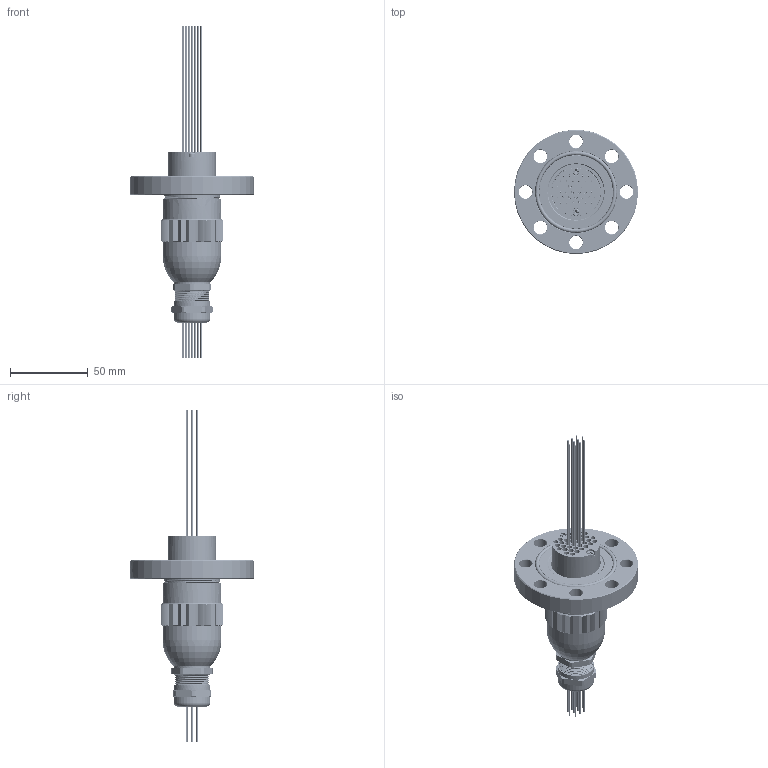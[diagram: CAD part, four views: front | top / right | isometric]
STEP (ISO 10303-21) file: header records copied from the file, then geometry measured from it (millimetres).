
FILE_DESCRIPTION (( 'STEP AP214' ), '1' );
FILE_NAME ('外发模型(带插头+护线筒)-S-HF40-3610.STEP', '2024-08-20T08:06:33', ( '' ), ( '' ), 'SwSTEP 2.0', 'SolidWorks 2020', '' );
FILE_SCHEMA (( 'AUTOMOTIVE_DESIGN' ));
Length unit declared in the file: millimetre
Products named in the file (22): 囀郋躇猾杶 10-14; 萇盄蝶々-0.3; 俋楷耀倰-FL-S-D36-3610-L70-L80; 誘盄芠囀郋-FTL14-M20NX; 誘盄芠-CPC-M36D14; 囀郋彶踡蛈 10-14; M3-16-4 - 坋趼芛; 誘盄芠俋褲-CPC-M36D14; 俋楷耀倰-XF-36P10-TE-AIR-PPS; 俋楷耀倰-S-D36-3610-L70-L80; 俋楷耀倰-XF-36P10-TE-VAC-PPS; O型密封圈-HF40-475; 俋楷耀倰-Z-XF-36P10-TE-AIR-PPS; 外发模型(带插头+护线筒)-S-HF40-3610; 誘盄芠蹟簽-LT14-PG16; 俋楷-TE-170362; 俋楷耀倰-Z-S-D36-3610-L70-L80; 俋楷耀倰-Z-TE-170362+萇盄-0.3; 萇盄囀郋-0.3; FL-HF40-D36-475-PRES; 俋楷耀倰-Z-XF-36P10-TE-VAC-PPS; NDL-D10L180
Assembly tree (78 placements, depth 5):
  外发模型(带插头+护线筒)-S-HF40-3610
    FL-HF40-D36-475-PRES
    俋楷耀倰-Z-S-D36-3610-L70-L80
      俋楷耀倰-S-D36-3610-L70-L80
        俋楷耀倰-FL-S-D36-3610-L70-L80
        NDL-D10L180  x36
      俋楷耀倰-Z-XF-36P10-TE-VAC-PPS
        俋楷耀倰-XF-36P10-TE-VAC-PPS
        M3-16-4 - 坋趼芛  x2
        俋楷耀倰-Z-TE-170362+萇盄-0.3  x10
          萇盄蝶々-0.3
          萇盄囀郋-0.3
          俋楷-TE-170362
      俋楷耀倰-Z-XF-36P10-TE-AIR-PPS
        俋楷耀倰-XF-36P10-TE-AIR-PPS
        M3-16-4 - 坋趼芛  x2
        俋楷耀倰-Z-TE-170362+萇盄-0.3  x10
          萇盄蝶々-0.3
          萇盄囀郋-0.3
          俋楷-TE-170362
      誘盄芠-CPC-M36D14
        誘盄芠俋褲-CPC-M36D14
        誘盄芠囀郋-FTL14-M20NX
          誘盄芠蹟簽-LT14-PG16
          囀郋躇猾杶 10-14
          囀郋彶踡蛈 10-14
    O型密封圈-HF40-475
Bounding box: 80 x 80 x 214 mm (x, y, z)
Volume: 94821 mm3; surface area: 86924.6 mm2
Topology: 109 solids, 109 shells, 3510 faces, 9310 edges, 6353 vertices
Faces by surface type: plane 1588, cylinder 893, bspline 770, cone 160, torus 91, sphere 8
Full cylindrical faces by diameter (mm): 0.65 x40, 0.96 x20, 1 x72, 1.15 x20, 1.4 x20, 1.8 x96, 2.5 x34, 3.3 x72, 3.5 x4, 4.5 x4, 8.6 x8, 14.2 x2, 14.5 x1, 17.4 x2, 19.2 x1, 19.3 x1, 19.7 x1, 20 x1, 23.7 x3, 31 x2, 34.5 x1, 36 x4, 36.5 x1, 38 x2, 47.5 x1, 52.9 x1, 80 x1
Entity records: 81949 total; most frequent: CARTESIAN_POINT 45629, ORIENTED_EDGE 8140, DIRECTION 5666, EDGE_CURVE 4070, VERTEX_POINT 3436, AXIS2_PLACEMENT_3D 2121, EDGE_LOOP 2024, B_SPLINE_CURVE_WITH_KNOTS 1690
